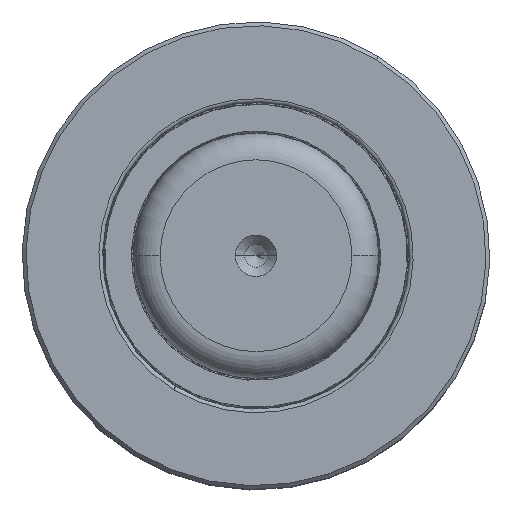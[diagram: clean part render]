
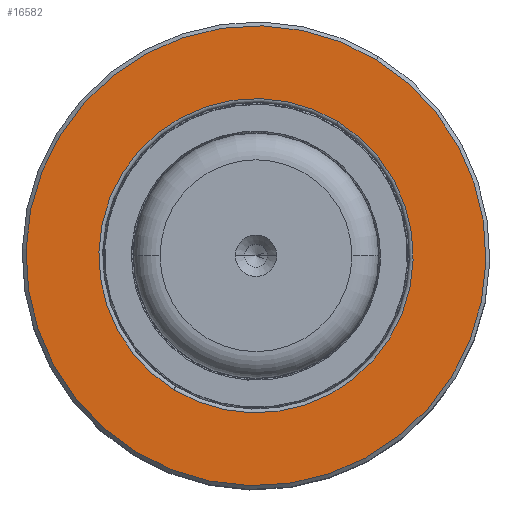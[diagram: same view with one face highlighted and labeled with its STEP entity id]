
A CAD part, top view. The second image highlights one B-rep face of the part: STEP entity #16582.
In plain terms, the highlighted face is planar.
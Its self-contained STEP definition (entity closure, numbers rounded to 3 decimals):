
#653 = CIRCLE ( 'NONE', #8548, 20.5 ) ;
#3796 = EDGE_CURVE ( 'NONE', #34453, #45282, #9750, .T. ) ;
#4944 = DIRECTION ( 'NONE',  ( 0., 0., -1. ) ) ;
#7072 = CARTESIAN_POINT ( 'NONE',  ( 30., 33.687, 0. ) ) ;
#8548 = AXIS2_PLACEMENT_3D ( 'NONE', #35181, #29854, #49304 ) ;
#9750 = CIRCLE ( 'NONE', #40771, 30. ) ;
#9816 = CARTESIAN_POINT ( 'NONE',  ( 0., 33.687, 0. ) ) ;
#14129 = ORIENTED_EDGE ( 'NONE', *, *, #21635, .T. ) ;
#16059 = PLANE ( 'NONE',  #48843 ) ;
#16263 = CARTESIAN_POINT ( 'NONE',  ( 0., 33.687, 0. ) ) ;
#16582 = ADVANCED_FACE ( 'NONE', ( #49689, #57685 ), #16059, .T. ) ;
#19418 = DIRECTION ( 'NONE',  ( 0., -1., 0. ) ) ;
#20683 = AXIS2_PLACEMENT_3D ( 'NONE', #38502, #24155, #56689 ) ;
#20919 = CARTESIAN_POINT ( 'NONE',  ( 0., 33.687, -20.5 ) ) ;
#21080 = CIRCLE ( 'NONE', #20683, 30. ) ;
#21635 = EDGE_CURVE ( 'NONE', #26914, #59765, #653, .T. ) ;
#23495 = EDGE_CURVE ( 'NONE', #45282, #34453, #21080, .T. ) ;
#24155 = DIRECTION ( 'NONE',  ( 0., -1., 0. ) ) ;
#25435 = DIRECTION ( 'NONE',  ( 0., 1., 0. ) ) ;
#25644 = DIRECTION ( 'NONE',  ( 0., -1., 0. ) ) ;
#26509 = CIRCLE ( 'NONE', #36340, 20.5 ) ;
#26914 = VERTEX_POINT ( 'NONE', #20919 ) ;
#29112 = EDGE_LOOP ( 'NONE', ( #35633, #52807 ) ) ;
#29738 = DIRECTION ( 'NONE',  ( 0., 0., -1. ) ) ;
#29854 = DIRECTION ( 'NONE',  ( 0., -1., 0. ) ) ;
#34453 = VERTEX_POINT ( 'NONE', #40602 ) ;
#35181 = CARTESIAN_POINT ( 'NONE',  ( 0., 33.687, 0. ) ) ;
#35493 = EDGE_CURVE ( 'NONE', #59765, #26914, #26509, .T. ) ;
#35633 = ORIENTED_EDGE ( 'NONE', *, *, #3796, .F. ) ;
#35975 = CARTESIAN_POINT ( 'NONE',  ( 0., 33.687, 30. ) ) ;
#36340 = AXIS2_PLACEMENT_3D ( 'NONE', #16263, #25644, #29738 ) ;
#37786 = ORIENTED_EDGE ( 'NONE', *, *, #35493, .T. ) ;
#38502 = CARTESIAN_POINT ( 'NONE',  ( 0., 33.687, 0. ) ) ;
#39167 = DIRECTION ( 'NONE',  ( 0., 0., 1. ) ) ;
#40602 = CARTESIAN_POINT ( 'NONE',  ( 0., 33.687, -30. ) ) ;
#40771 = AXIS2_PLACEMENT_3D ( 'NONE', #9816, #19418, #4944 ) ;
#45282 = VERTEX_POINT ( 'NONE', #35975 ) ;
#48238 = EDGE_LOOP ( 'NONE', ( #14129, #37786 ) ) ;
#48843 = AXIS2_PLACEMENT_3D ( 'NONE', #7072, #25435, #39167 ) ;
#49304 = DIRECTION ( 'NONE',  ( 0., 0., -1. ) ) ;
#49689 = FACE_BOUND ( 'NONE', #48238, .T. ) ;
#52807 = ORIENTED_EDGE ( 'NONE', *, *, #23495, .F. ) ;
#56689 = DIRECTION ( 'NONE',  ( 0., 0., -1. ) ) ;
#57685 = FACE_OUTER_BOUND ( 'NONE', #29112, .T. ) ;
#58075 = CARTESIAN_POINT ( 'NONE',  ( 0., 33.687, 20.5 ) ) ;
#59765 = VERTEX_POINT ( 'NONE', #58075 ) ;
